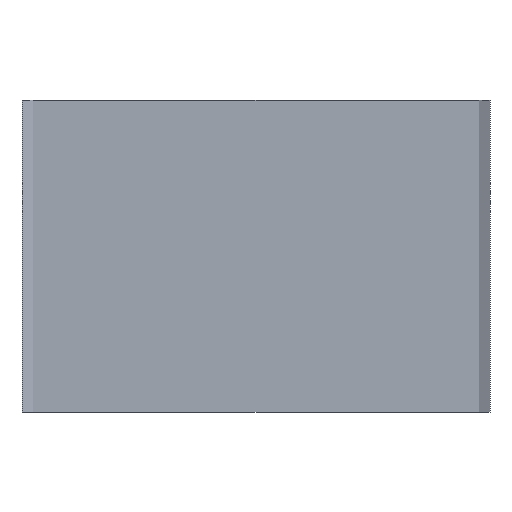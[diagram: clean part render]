
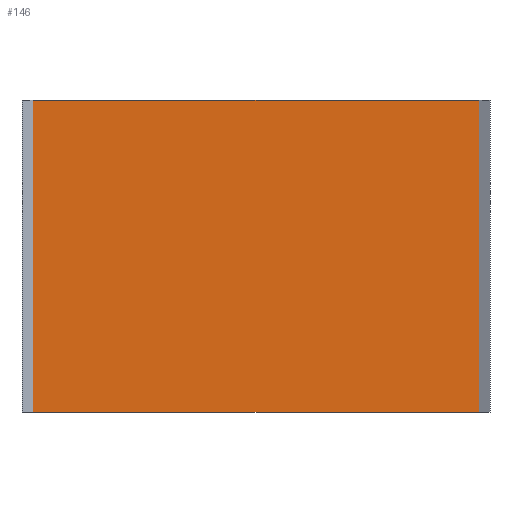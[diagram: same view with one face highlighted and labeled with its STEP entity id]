
A CAD part, front view. The second image highlights one B-rep face of the part: STEP entity #146.
In plain terms, the highlighted planar face has unit normal (0, -1, 0).
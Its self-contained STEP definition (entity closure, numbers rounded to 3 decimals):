
#3 = EDGE_LOOP ( 'NONE', ( #231, #371, #181, #45 ) ) ;
#25 = CARTESIAN_POINT ( 'NONE',  ( -73.5, 98.5, -100. ) ) ;
#26 = VECTOR ( 'NONE', #452, 1000. ) ;
#45 = ORIENTED_EDGE ( 'NONE', *, *, #253, .T. ) ;
#46 = DIRECTION ( 'NONE',  ( 1., 0., 0. ) ) ;
#63 = DIRECTION ( 'NONE',  ( 0., 0., -1. ) ) ;
#80 = CARTESIAN_POINT ( 'NONE',  ( -73.5, 98.5, 0. ) ) ;
#91 = VECTOR ( 'NONE', #436, 1000. ) ;
#144 = VERTEX_POINT ( 'NONE', #419 ) ;
#146 = ADVANCED_FACE ( 'NONE', ( #161 ), #239, .T. ) ;
#151 = CARTESIAN_POINT ( 'NONE',  ( -73.5, 98.5, -100. ) ) ;
#153 = CARTESIAN_POINT ( 'NONE',  ( 73.5, 98.5, -100. ) ) ;
#160 = VERTEX_POINT ( 'NONE', #269 ) ;
#161 = FACE_OUTER_BOUND ( 'NONE', #3, .T. ) ;
#163 = EDGE_CURVE ( 'NONE', #252, #358, #385, .T. ) ;
#181 = ORIENTED_EDGE ( 'NONE', *, *, #282, .T. ) ;
#188 = LINE ( 'NONE', #151, #91 ) ;
#231 = ORIENTED_EDGE ( 'NONE', *, *, #292, .F. ) ;
#239 = PLANE ( 'NONE',  #310 ) ;
#252 = VERTEX_POINT ( 'NONE', #304 ) ;
#253 = EDGE_CURVE ( 'NONE', #144, #160, #407, .T. ) ;
#269 = CARTESIAN_POINT ( 'NONE',  ( 73.5, 98.5, 0. ) ) ;
#282 = EDGE_CURVE ( 'NONE', #252, #144, #188, .T. ) ;
#284 = VECTOR ( 'NONE', #300, 1000. ) ;
#292 = EDGE_CURVE ( 'NONE', #358, #160, #398, .T. ) ;
#300 = DIRECTION ( 'NONE',  ( 0., 0., 1. ) ) ;
#304 = CARTESIAN_POINT ( 'NONE',  ( -73.5, 98.5, -100. ) ) ;
#307 = CARTESIAN_POINT ( 'NONE',  ( -73.5, 98.5, -100. ) ) ;
#310 = AXIS2_PLACEMENT_3D ( 'NONE', #25, #311, #63 ) ;
#311 = DIRECTION ( 'NONE',  ( 0., -1., 0. ) ) ;
#317 = CARTESIAN_POINT ( 'NONE',  ( -73.5, 98.5, 0. ) ) ;
#358 = VERTEX_POINT ( 'NONE', #317 ) ;
#371 = ORIENTED_EDGE ( 'NONE', *, *, #163, .F. ) ;
#385 = LINE ( 'NONE', #307, #26 ) ;
#398 = LINE ( 'NONE', #80, #442 ) ;
#407 = LINE ( 'NONE', #153, #284 ) ;
#419 = CARTESIAN_POINT ( 'NONE',  ( 73.5, 98.5, -100. ) ) ;
#436 = DIRECTION ( 'NONE',  ( 1., 0., 0. ) ) ;
#442 = VECTOR ( 'NONE', #46, 1000. ) ;
#452 = DIRECTION ( 'NONE',  ( 0., 0., 1. ) ) ;
